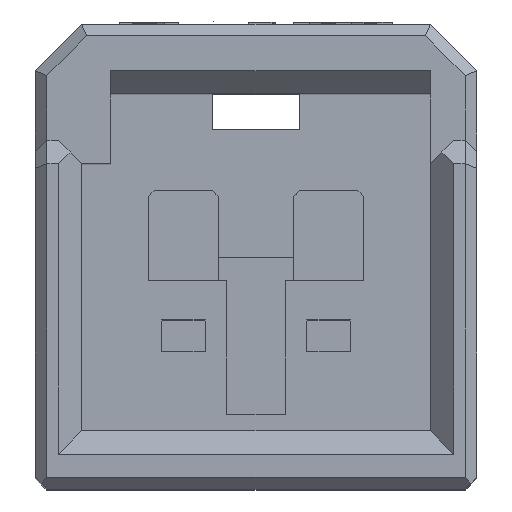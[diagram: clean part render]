
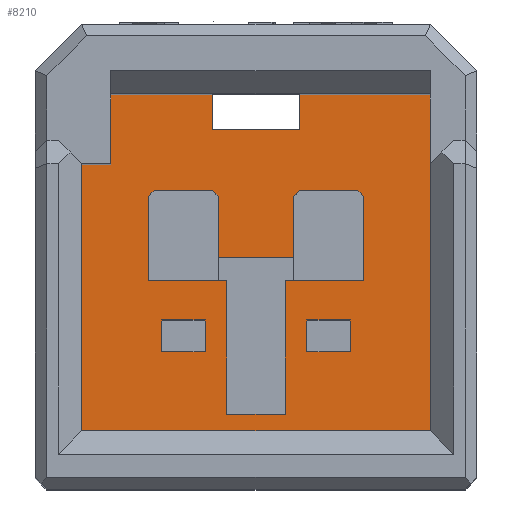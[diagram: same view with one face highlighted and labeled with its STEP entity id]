
A CAD part, top view. The second image highlights one B-rep face of the part: STEP entity #8210.
In plain terms, the highlighted planar face has unit normal (0, 0, 1).
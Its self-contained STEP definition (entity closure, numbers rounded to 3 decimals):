
#201=CARTESIAN_POINT('',(0.5,-1.35,-9.3));
#202=VERTEX_POINT('',#201);
#219=CARTESIAN_POINT('',(-0.5,-1.35,-9.3));
#220=VERTEX_POINT('',#219);
#227=CARTESIAN_POINT('',(-0.5,-1.35,-9.3));
#228=DIRECTION('',(1.,0.,0.));
#229=VECTOR('',#228,1.);
#230=LINE('',#227,#229);
#231=EDGE_CURVE('',#220,#202,#230,.T.);
#241=CARTESIAN_POINT('',(-3.,-1.65,-9.3));
#242=VERTEX_POINT('',#241);
#259=CARTESIAN_POINT('',(3.,-1.65,-9.3));
#260=VERTEX_POINT('',#259);
#267=CARTESIAN_POINT('',(3.,-1.65,-9.3));
#268=DIRECTION('',(-1.,0.,0.));
#269=VECTOR('',#268,6.);
#270=LINE('',#267,#269);
#271=EDGE_CURVE('',#260,#242,#270,.T.);
#790=CARTESIAN_POINT('',(1.75,2.505,-9.3));
#791=VERTEX_POINT('',#790);
#792=CARTESIAN_POINT('',(0.75,2.505,-9.3));
#793=VERTEX_POINT('',#792);
#794=CARTESIAN_POINT('',(1.75,2.505,-9.3));
#795=DIRECTION('',(-1.,0.,0.));
#796=VECTOR('',#795,1.);
#797=LINE('',#794,#796);
#798=EDGE_CURVE('',#791,#793,#797,.T.);
#830=CARTESIAN_POINT('',(-0.5,0.955,-9.3));
#831=VERTEX_POINT('',#830);
#838=CARTESIAN_POINT('',(-0.5,0.955,-9.3));
#839=DIRECTION('',(0.,-1.,0.));
#840=VECTOR('',#839,2.305);
#841=LINE('',#838,#840);
#842=EDGE_CURVE('',#831,#220,#841,.T.);
#854=CARTESIAN_POINT('',(0.5,0.955,-9.3));
#855=VERTEX_POINT('',#854);
#864=CARTESIAN_POINT('',(0.5,-1.35,-9.3));
#865=DIRECTION('',(0.,1.,0.));
#866=VECTOR('',#865,2.305);
#867=LINE('',#864,#866);
#868=EDGE_CURVE('',#202,#855,#867,.T.);
#904=CARTESIAN_POINT('',(0.65,2.405,-9.3));
#905=VERTEX_POINT('',#904);
#912=CARTESIAN_POINT('',(0.65,1.355,-9.3));
#913=VERTEX_POINT('',#912);
#914=CARTESIAN_POINT('',(0.65,2.405,-9.3));
#915=DIRECTION('',(0.,-1.,0.));
#916=VECTOR('',#915,1.05);
#917=LINE('',#914,#916);
#918=EDGE_CURVE('',#905,#913,#917,.T.);
#941=CARTESIAN_POINT('',(0.75,2.505,-9.3));
#942=DIRECTION('',(-0.707,-0.707,0.));
#943=VECTOR('',#942,0.141);
#944=LINE('',#941,#943);
#945=EDGE_CURVE('',#793,#905,#944,.T.);
#963=CARTESIAN_POINT('',(1.85,2.405,-9.3));
#964=VERTEX_POINT('',#963);
#965=CARTESIAN_POINT('',(1.85,2.405,-9.3));
#966=DIRECTION('',(-0.707,0.707,0.));
#967=VECTOR('',#966,0.141);
#968=LINE('',#965,#967);
#969=EDGE_CURVE('',#964,#791,#968,.T.);
#994=CARTESIAN_POINT('',(1.85,0.955,-9.3));
#995=VERTEX_POINT('',#994);
#996=CARTESIAN_POINT('',(1.85,0.955,-9.3));
#997=DIRECTION('',(0.,1.,0.));
#998=VECTOR('',#997,1.45);
#999=LINE('',#996,#998);
#1000=EDGE_CURVE('',#995,#964,#999,.T.);
#1051=CARTESIAN_POINT('',(0.5,0.955,-9.3));
#1052=DIRECTION('',(1.,0.,0.));
#1053=VECTOR('',#1052,1.35);
#1054=LINE('',#1051,#1053);
#1055=EDGE_CURVE('',#855,#995,#1054,.T.);
#1065=CARTESIAN_POINT('',(0.875,0.275,-9.3));
#1066=VERTEX_POINT('',#1065);
#1067=CARTESIAN_POINT('',(0.875,-0.275,-9.3));
#1068=VERTEX_POINT('',#1067);
#1069=CARTESIAN_POINT('',(0.875,0.275,-9.3));
#1070=DIRECTION('',(0.,-1.,0.));
#1071=VECTOR('',#1070,0.55);
#1072=LINE('',#1069,#1071);
#1073=EDGE_CURVE('',#1066,#1068,#1072,.T.);
#1105=CARTESIAN_POINT('',(1.625,0.275,-9.3));
#1106=VERTEX_POINT('',#1105);
#1107=CARTESIAN_POINT('',(1.625,0.275,-9.3));
#1108=DIRECTION('',(-1.,0.,0.));
#1109=VECTOR('',#1108,0.75);
#1110=LINE('',#1107,#1109);
#1111=EDGE_CURVE('',#1106,#1066,#1110,.T.);
#1136=CARTESIAN_POINT('',(1.625,-0.275,-9.3));
#1137=VERTEX_POINT('',#1136);
#1138=CARTESIAN_POINT('',(1.625,-0.275,-9.3));
#1139=DIRECTION('',(0.,1.,0.));
#1140=VECTOR('',#1139,0.55);
#1141=LINE('',#1138,#1140);
#1142=EDGE_CURVE('',#1137,#1106,#1141,.T.);
#1857=CARTESIAN_POINT('',(0.875,-0.275,-9.3));
#1858=DIRECTION('',(1.,0.,0.));
#1859=VECTOR('',#1858,0.75);
#1860=LINE('',#1857,#1859);
#1861=EDGE_CURVE('',#1068,#1137,#1860,.T.);
#2131=CARTESIAN_POINT('',(-0.75,2.505,-9.3));
#2132=VERTEX_POINT('',#2131);
#2133=CARTESIAN_POINT('',(-1.75,2.505,-9.3));
#2134=VERTEX_POINT('',#2133);
#2135=CARTESIAN_POINT('',(-0.75,2.505,-9.3));
#2136=DIRECTION('',(-1.,0.,0.));
#2137=VECTOR('',#2136,1.);
#2138=LINE('',#2135,#2137);
#2139=EDGE_CURVE('',#2132,#2134,#2138,.T.);
#2171=CARTESIAN_POINT('',(-0.65,2.405,-9.3));
#2172=VERTEX_POINT('',#2171);
#2173=CARTESIAN_POINT('',(-0.65,2.405,-9.3));
#2174=DIRECTION('',(-0.707,0.707,0.));
#2175=VECTOR('',#2174,0.141);
#2176=LINE('',#2173,#2175);
#2177=EDGE_CURVE('',#2172,#2132,#2176,.T.);
#2219=CARTESIAN_POINT('',(-0.65,1.355,-9.3));
#2220=VERTEX_POINT('',#2219);
#2227=CARTESIAN_POINT('',(-0.65,1.355,-9.3));
#2228=DIRECTION('',(0.,1.,0.));
#2229=VECTOR('',#2228,1.05);
#2230=LINE('',#2227,#2229);
#2231=EDGE_CURVE('',#2220,#2172,#2230,.T.);
#2265=CARTESIAN_POINT('',(-1.85,0.955,-9.3));
#2266=VERTEX_POINT('',#2265);
#2273=CARTESIAN_POINT('',(-1.85,0.955,-9.3));
#2274=DIRECTION('',(1.,0.,0.));
#2275=VECTOR('',#2274,1.35);
#2276=LINE('',#2273,#2275);
#2277=EDGE_CURVE('',#2266,#831,#2276,.T.);
#2289=CARTESIAN_POINT('',(-1.85,2.405,-9.3));
#2290=VERTEX_POINT('',#2289);
#2291=CARTESIAN_POINT('',(-1.85,2.405,-9.3));
#2292=DIRECTION('',(0.,-1.,0.));
#2293=VECTOR('',#2292,1.45);
#2294=LINE('',#2291,#2293);
#2295=EDGE_CURVE('',#2290,#2266,#2294,.T.);
#2336=CARTESIAN_POINT('',(-1.75,2.505,-9.3));
#2337=DIRECTION('',(-0.707,-0.707,0.));
#2338=VECTOR('',#2337,0.141);
#2339=LINE('',#2336,#2338);
#2340=EDGE_CURVE('',#2134,#2290,#2339,.T.);
#2368=CARTESIAN_POINT('',(-1.625,-0.275,-9.3));
#2369=VERTEX_POINT('',#2368);
#2376=CARTESIAN_POINT('',(-0.875,-0.275,-9.3));
#2377=VERTEX_POINT('',#2376);
#2378=CARTESIAN_POINT('',(-1.625,-0.275,-9.3));
#2379=DIRECTION('',(1.,0.,0.));
#2380=VECTOR('',#2379,0.75);
#2381=LINE('',#2378,#2380);
#2382=EDGE_CURVE('',#2369,#2377,#2381,.T.);
#2430=CARTESIAN_POINT('',(-1.625,0.275,-9.3));
#2431=VERTEX_POINT('',#2430);
#2432=CARTESIAN_POINT('',(-1.625,0.275,-9.3));
#2433=DIRECTION('',(0.,-1.,0.));
#2434=VECTOR('',#2433,0.55);
#2435=LINE('',#2432,#2434);
#2436=EDGE_CURVE('',#2431,#2369,#2435,.T.);
#2461=CARTESIAN_POINT('',(-0.875,0.275,-9.3));
#2462=VERTEX_POINT('',#2461);
#2463=CARTESIAN_POINT('',(-0.875,0.275,-9.3));
#2464=DIRECTION('',(-1.,0.,0.));
#2465=VECTOR('',#2464,0.75);
#2466=LINE('',#2463,#2465);
#2467=EDGE_CURVE('',#2462,#2431,#2466,.T.);
#2492=CARTESIAN_POINT('',(-0.875,-0.275,-9.3));
#2493=DIRECTION('',(0.,1.,0.));
#2494=VECTOR('',#2493,0.55);
#2495=LINE('',#2492,#2494);
#2496=EDGE_CURVE('',#2377,#2462,#2495,.T.);
#3132=CARTESIAN_POINT('',(0.65,1.355,-9.3));
#3133=DIRECTION('',(-1.,0.,0.));
#3134=VECTOR('',#3133,1.3);
#3135=LINE('',#3132,#3134);
#3136=EDGE_CURVE('',#913,#2220,#3135,.T.);
#7228=CARTESIAN_POINT('',(-3.,2.95,-9.3));
#7229=VERTEX_POINT('',#7228);
#7236=CARTESIAN_POINT('',(-2.5,2.95,-9.3));
#7237=VERTEX_POINT('',#7236);
#7238=CARTESIAN_POINT('',(-3.,2.95,-9.3));
#7239=DIRECTION('',(1.,0.,0.));
#7240=VECTOR('',#7239,0.5);
#7241=LINE('',#7238,#7240);
#7242=EDGE_CURVE('',#7229,#7237,#7241,.T.);
#7269=CARTESIAN_POINT('',(-2.5,4.15,-9.3));
#7270=VERTEX_POINT('',#7269);
#7271=CARTESIAN_POINT('',(-2.5,2.95,-9.3));
#7272=DIRECTION('',(0.,1.,0.));
#7273=VECTOR('',#7272,1.2);
#7274=LINE('',#7271,#7273);
#7275=EDGE_CURVE('',#7237,#7270,#7274,.T.);
#7323=CARTESIAN_POINT('',(3.,4.15,-9.3));
#7324=VERTEX_POINT('',#7323);
#7331=CARTESIAN_POINT('',(3.,4.15,-9.3));
#7332=DIRECTION('',(0.,-1.,0.));
#7333=VECTOR('',#7332,5.8);
#7334=LINE('',#7331,#7333);
#7335=EDGE_CURVE('',#7324,#260,#7334,.T.);
#8121=CARTESIAN_POINT('',(-3.,-1.65,-9.3));
#8122=DIRECTION('',(0.,1.,0.));
#8123=VECTOR('',#8122,4.6);
#8124=LINE('',#8121,#8123);
#8125=EDGE_CURVE('',#242,#7229,#8124,.T.);
#8130=CARTESIAN_POINT('',(0.,1.25,-9.3));
#8131=DIRECTION('',(-1.,0.,0.));
#8132=DIRECTION('',(0.,0.,1.));
#8133=AXIS2_PLACEMENT_3D('',#8130,#8132,#8131);
#8134=PLANE('',#8133);
#8135=CARTESIAN_POINT('',(0.75,4.15,-9.3));
#8136=VERTEX_POINT('',#8135);
#8137=CARTESIAN_POINT('',(3.,4.15,-9.3));
#8138=DIRECTION('',(-1.,0.,0.));
#8139=VECTOR('',#8138,2.25);
#8140=LINE('',#8137,#8139);
#8141=EDGE_CURVE('',#7324,#8136,#8140,.T.);
#8142=ORIENTED_EDGE('',*,*,#8141,.T.);
#8143=CARTESIAN_POINT('',(0.75,3.55,-9.3));
#8144=VERTEX_POINT('',#8143);
#8145=CARTESIAN_POINT('',(0.75,4.15,-9.3));
#8146=DIRECTION('',(0.,-1.,0.));
#8147=VECTOR('',#8146,0.6);
#8148=LINE('',#8145,#8147);
#8149=EDGE_CURVE('',#8136,#8144,#8148,.T.);
#8150=ORIENTED_EDGE('',*,*,#8149,.T.);
#8151=CARTESIAN_POINT('',(-0.75,3.55,-9.3));
#8152=VERTEX_POINT('',#8151);
#8153=CARTESIAN_POINT('',(0.75,3.55,-9.3));
#8154=DIRECTION('',(-1.,0.,0.));
#8155=VECTOR('',#8154,1.5);
#8156=LINE('',#8153,#8155);
#8157=EDGE_CURVE('',#8144,#8152,#8156,.T.);
#8158=ORIENTED_EDGE('',*,*,#8157,.T.);
#8159=CARTESIAN_POINT('',(-0.75,4.15,-9.3));
#8160=VERTEX_POINT('',#8159);
#8161=CARTESIAN_POINT('',(-0.75,3.55,-9.3));
#8162=DIRECTION('',(0.,1.,0.));
#8163=VECTOR('',#8162,0.6);
#8164=LINE('',#8161,#8163);
#8165=EDGE_CURVE('',#8152,#8160,#8164,.T.);
#8166=ORIENTED_EDGE('',*,*,#8165,.T.);
#8167=CARTESIAN_POINT('',(-0.75,4.15,-9.3));
#8168=DIRECTION('',(-1.,0.,0.));
#8169=VECTOR('',#8168,1.75);
#8170=LINE('',#8167,#8169);
#8171=EDGE_CURVE('',#8160,#7270,#8170,.T.);
#8172=ORIENTED_EDGE('',*,*,#8171,.T.);
#8173=ORIENTED_EDGE('',*,*,#7275,.F.);
#8174=ORIENTED_EDGE('',*,*,#7242,.F.);
#8175=ORIENTED_EDGE('',*,*,#8125,.F.);
#8176=ORIENTED_EDGE('',*,*,#271,.F.);
#8177=ORIENTED_EDGE('',*,*,#7335,.F.);
#8178=EDGE_LOOP('',(#8142,#8150,#8158,#8166,#8172,#8173,#8174,#8175,#8176,#8177));
#8179=FACE_OUTER_BOUND('',#8178,.T.);
#8180=ORIENTED_EDGE('',*,*,#2382,.F.);
#8181=ORIENTED_EDGE('',*,*,#2436,.F.);
#8182=ORIENTED_EDGE('',*,*,#2467,.F.);
#8183=ORIENTED_EDGE('',*,*,#2496,.F.);
#8184=EDGE_LOOP('',(#8180,#8181,#8182,#8183));
#8185=FACE_BOUND('',#8184,.T.);
#8186=ORIENTED_EDGE('',*,*,#1073,.F.);
#8187=ORIENTED_EDGE('',*,*,#1111,.F.);
#8188=ORIENTED_EDGE('',*,*,#1142,.F.);
#8189=ORIENTED_EDGE('',*,*,#1861,.F.);
#8190=EDGE_LOOP('',(#8186,#8187,#8188,#8189));
#8191=FACE_BOUND('',#8190,.T.);
#8192=ORIENTED_EDGE('',*,*,#945,.F.);
#8193=ORIENTED_EDGE('',*,*,#798,.F.);
#8194=ORIENTED_EDGE('',*,*,#969,.F.);
#8195=ORIENTED_EDGE('',*,*,#1000,.F.);
#8196=ORIENTED_EDGE('',*,*,#1055,.F.);
#8197=ORIENTED_EDGE('',*,*,#868,.F.);
#8198=ORIENTED_EDGE('',*,*,#231,.F.);
#8199=ORIENTED_EDGE('',*,*,#842,.F.);
#8200=ORIENTED_EDGE('',*,*,#2277,.F.);
#8201=ORIENTED_EDGE('',*,*,#2295,.F.);
#8202=ORIENTED_EDGE('',*,*,#2340,.F.);
#8203=ORIENTED_EDGE('',*,*,#2139,.F.);
#8204=ORIENTED_EDGE('',*,*,#2177,.F.);
#8205=ORIENTED_EDGE('',*,*,#2231,.F.);
#8206=ORIENTED_EDGE('',*,*,#3136,.F.);
#8207=ORIENTED_EDGE('',*,*,#918,.F.);
#8208=EDGE_LOOP('',(#8192,#8193,#8194,#8195,#8196,#8197,#8198,#8199,#8200,#8201,#8202,#8203,#8204,#8205,#8206,#8207));
#8209=FACE_BOUND('',#8208,.T.);
#8210=ADVANCED_FACE('',(#8179,#8185,#8191,#8209),#8134,.T.);
